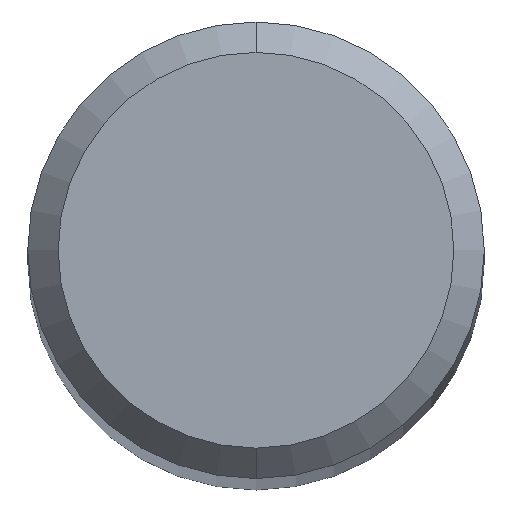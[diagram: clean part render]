
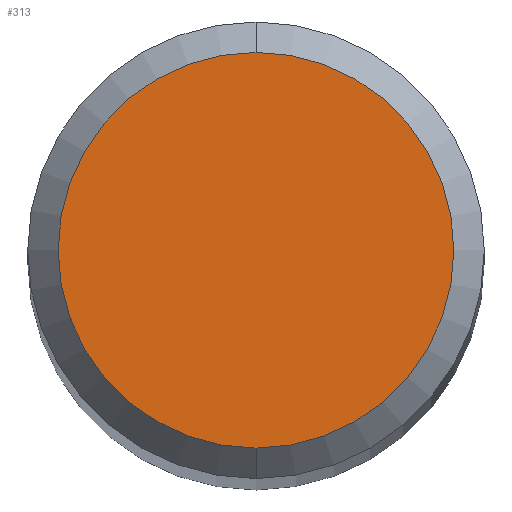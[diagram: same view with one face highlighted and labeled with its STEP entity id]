
A CAD part, top view. The second image highlights one B-rep face of the part: STEP entity #313.
In plain terms, the highlighted planar face has unit normal (0, 0, 1).
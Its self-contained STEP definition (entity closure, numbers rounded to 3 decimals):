
#313=ADVANCED_FACE('',(#873),#874,.T.);
#433=VERTEX_POINT('',#1009);
#439=EDGE_CURVE('',#667,#433,#1016,.T.);
#667=VERTEX_POINT('',#1261);
#805=EDGE_CURVE('',#433,#667,#1411,.T.);
#873=FACE_OUTER_BOUND('',#1475,.T.);
#874=PLANE('',#1476);
#1009=CARTESIAN_POINT('',(0.0,2.6,0.0));
#1016=CIRCLE('',#2227,2.6);
#1261=CARTESIAN_POINT('',(0.,-2.6,0.0));
#1411=CIRCLE('',#4081,2.6);
#1475=EDGE_LOOP('',(#4183,#4184));
#1476=AXIS2_PLACEMENT_3D('',#4185,#4186,#4187);
#2227=AXIS2_PLACEMENT_3D('',#4368,#4369,#4370);
#4081=AXIS2_PLACEMENT_3D('',#4807,#4808,#4809);
#4183=ORIENTED_EDGE('',*,*,#805,.F.);
#4184=ORIENTED_EDGE('',*,*,#439,.F.);
#4185=CARTESIAN_POINT('',(0.0,1.3,0.0));
#4186=DIRECTION('',(-0.0,0.0,1.0));
#4187=DIRECTION('',(0.0,-1.0,0.0));
#4368=CARTESIAN_POINT('',(0.0,0.0,0.0));
#4369=DIRECTION('',(0.0,0.0,-1.0));
#4370=DIRECTION('',(0.0,1.0,0.0));
#4807=CARTESIAN_POINT('',(0.0,0.0,0.0));
#4808=DIRECTION('',(0.0,0.0,-1.0));
#4809=DIRECTION('',(0.0,1.0,0.0));
